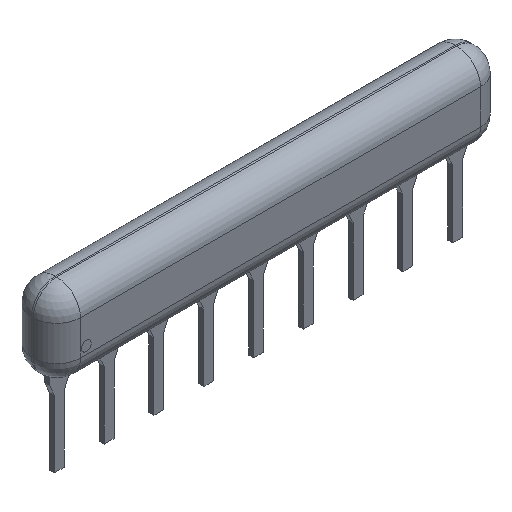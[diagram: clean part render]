
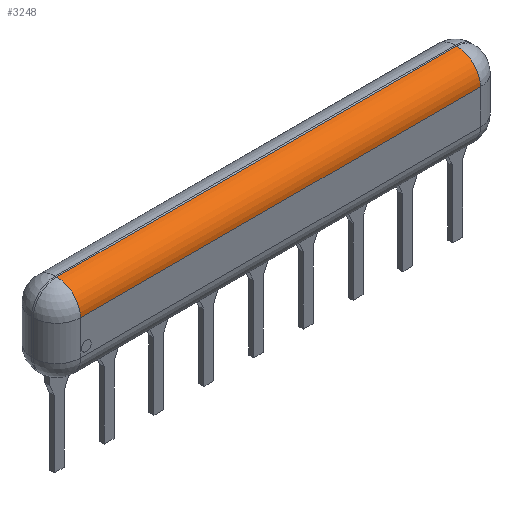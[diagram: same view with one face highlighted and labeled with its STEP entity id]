
A CAD part, isometric view. The second image highlights one B-rep face of the part: STEP entity #3248.
In plain terms, the highlighted cylindrical face has radius 1.2 mm (diameter 2.4 mm), a partial arc.
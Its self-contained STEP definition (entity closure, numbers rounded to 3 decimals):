
#2903=CARTESIAN_POINT('',(10.205,-1.245,3.88));
#2904=VERTEX_POINT('',#2903);
#2914=CARTESIAN_POINT('',(10.205,-0.045,5.08));
#2915=VERTEX_POINT('',#2914);
#2923=CARTESIAN_POINT('',(10.205,-0.045,3.88));
#2924=DIRECTION('',(1.,0.0,0.0));
#2925=DIRECTION('',(0.0,-0.707,0.707));
#2926=AXIS2_PLACEMENT_3D('',#2923,#2924,#2925);
#2927=CIRCLE('',#2926,1.2);
#2928=EDGE_CURVE('',#2915,#2904,#2927,.T.);
#2938=CARTESIAN_POINT('',(-10.205,-1.245,3.88));
#2939=VERTEX_POINT('',#2938);
#2940=CARTESIAN_POINT('',(-10.205,-0.045,5.08));
#2941=VERTEX_POINT('',#2940);
#2942=CARTESIAN_POINT('',(-10.205,-0.045,3.88));
#2943=DIRECTION('',(-1.,0.0,0.0));
#2944=DIRECTION('',(0.0,-0.707,0.707));
#2945=AXIS2_PLACEMENT_3D('',#2942,#2943,#2944);
#2946=CIRCLE('',#2945,1.2);
#2947=EDGE_CURVE('',#2939,#2941,#2946,.T.);
#3227=CARTESIAN_POINT('',(5.703,-0.045,3.88));
#3228=DIRECTION('',(-1.0,0.0,0.0));
#3229=DIRECTION('',(0.0,-0.707,0.707));
#3230=AXIS2_PLACEMENT_3D('',#3227,#3228,#3229);
#3231=CYLINDRICAL_SURFACE('',#3230,1.2);
#3232=ORIENTED_EDGE('',*,*,#2947,.F.);
#3233=CARTESIAN_POINT('',(-10.205,-1.245,3.88));
#3234=DIRECTION('',(1.0,0.0,0.0));
#3235=VECTOR('',#3234,20.41);
#3236=LINE('',#3233,#3235);
#3237=EDGE_CURVE('',#2939,#2904,#3236,.T.);
#3238=ORIENTED_EDGE('',*,*,#3237,.T.);
#3239=ORIENTED_EDGE('',*,*,#2928,.F.);
#3240=CARTESIAN_POINT('',(10.205,-0.045,5.08));
#3241=DIRECTION('',(-1.0,0.0,0.0));
#3242=VECTOR('',#3241,20.41);
#3243=LINE('',#3240,#3242);
#3244=EDGE_CURVE('',#2915,#2941,#3243,.T.);
#3245=ORIENTED_EDGE('',*,*,#3244,.T.);
#3246=EDGE_LOOP('',(#3232,#3238,#3239,#3245));
#3247=FACE_OUTER_BOUND('',#3246,.T.);
#3248=ADVANCED_FACE('',(#3247),#3231,.T.);
